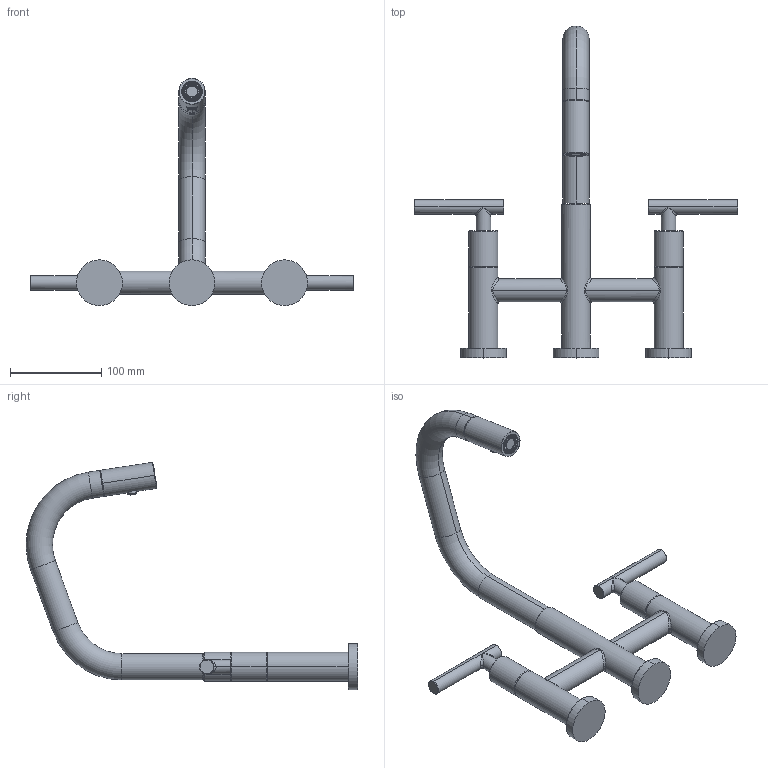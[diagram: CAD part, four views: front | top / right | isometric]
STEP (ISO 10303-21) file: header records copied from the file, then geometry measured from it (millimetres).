
FILE_DESCRIPTION((''),'2;1');
FILE_NAME('1400-5463','2022-04-04T15:54:34',('rsmith'),(''),'CREO PARAMETRIC BY PTC INC, 2019352','CREO PARAMETRIC BY PTC INC, 2019352','');
FILE_SCHEMA(('AUTOMOTIVE_DESIGN { 1 0 10303 214 1 1 1 1 }'));
Length unit declared in the file: inch
Products named in the file (1): 1400-5463
Bounding box: 355.04 x 364.2 x 249.59 mm (x, y, z)
Volume: 797027.1 mm3; surface area: 121939.5 mm2
Topology: 4 solids, 4 shells, 333 faces, 807 edges, 492 vertices
Faces by surface type: plane 127, cylinder 98, bspline 46, cone 40, torus 20, sphere 2
Entity records: 19336 total; most frequent: CARTESIAN_POINT 7454, ORIENTED_EDGE 1610, DIRECTION 1421, PRESENTATION_STYLE_ASSIGNMENT 1054, STYLED_ITEM 811, CURVE_STYLE 805, EDGE_CURVE 805, AXIS2_PLACEMENT_3D 595
